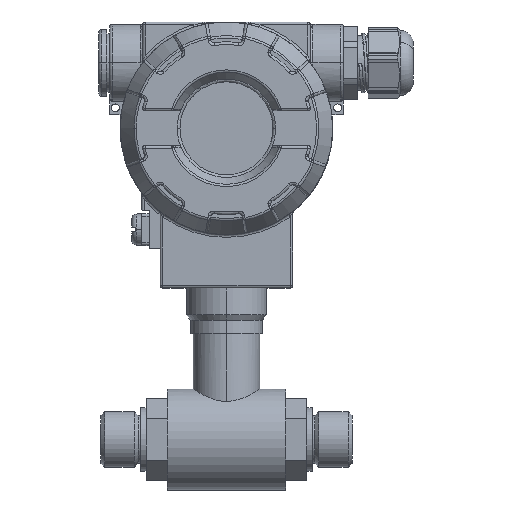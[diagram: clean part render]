
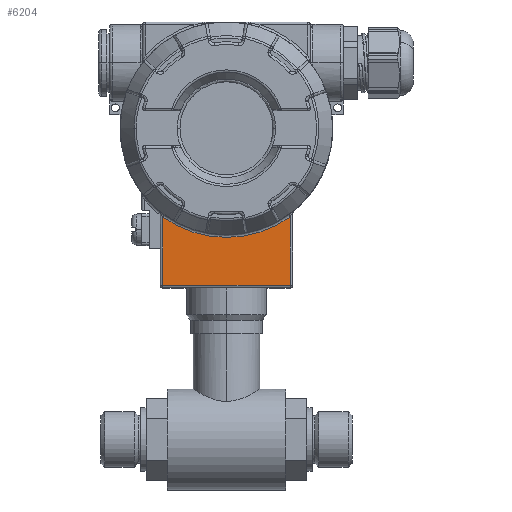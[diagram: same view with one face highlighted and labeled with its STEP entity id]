
A CAD part, top view. The second image highlights one B-rep face of the part: STEP entity #6204.
In plain terms, the highlighted planar face has unit normal (0, 0, 1).
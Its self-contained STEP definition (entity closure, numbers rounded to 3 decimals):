
#772 = EDGE_CURVE ( 'NONE', #6129, #30798, #36961, .T. ) ;
#3509 = CIRCLE ( 'NONE', #36250, 41. ) ;
#3582 = DIRECTION ( 'NONE',  ( 1., 0., 0. ) ) ;
#3943 = DIRECTION ( 'NONE',  ( -1., 0., 0. ) ) ;
#5255 = ORIENTED_EDGE ( 'NONE', *, *, #12305, .T. ) ;
#6077 = EDGE_CURVE ( 'NONE', #30798, #38418, #37168, .T. ) ;
#6129 = VERTEX_POINT ( 'NONE', #6632 ) ;
#6204 = ADVANCED_FACE ( 'NONE', ( #16832 ), #34714, .F. ) ;
#6429 = CARTESIAN_POINT ( 'NONE',  ( 24., 0., 21. ) ) ;
#6632 = CARTESIAN_POINT ( 'NONE',  ( -24., 1., 21. ) ) ;
#9378 = EDGE_LOOP ( 'NONE', ( #36391, #15738, #5255, #25347 ) ) ;
#12305 = EDGE_CURVE ( 'NONE', #33344, #6129, #23325, .T. ) ;
#14459 = EDGE_CURVE ( 'NONE', #38418, #33344, #3509, .T. ) ;
#15295 = VECTOR ( 'NONE', #3582, 1000. ) ;
#15738 = ORIENTED_EDGE ( 'NONE', *, *, #14459, .T. ) ;
#15842 = DIRECTION ( 'NONE',  ( 0., 1., 0. ) ) ;
#16012 = CARTESIAN_POINT ( 'NONE',  ( 25., 1., 21. ) ) ;
#16196 = DIRECTION ( 'NONE',  ( 0., 0., -1. ) ) ;
#16832 = FACE_OUTER_BOUND ( 'NONE', #9378, .T. ) ;
#17889 = CARTESIAN_POINT ( 'NONE',  ( 24., 26.758, 21. ) ) ;
#22094 = DIRECTION ( 'NONE',  ( -1., 0., 0. ) ) ;
#22874 = CARTESIAN_POINT ( 'NONE',  ( 25., 0., 21. ) ) ;
#23325 = LINE ( 'NONE', #35165, #23943 ) ;
#23943 = VECTOR ( 'NONE', #28960, 1000. ) ;
#25347 = ORIENTED_EDGE ( 'NONE', *, *, #772, .T. ) ;
#28960 = DIRECTION ( 'NONE',  ( 0., -1., 0. ) ) ;
#29125 = DIRECTION ( 'NONE',  ( 0., 0., -1. ) ) ;
#30798 = VERTEX_POINT ( 'NONE', #35211 ) ;
#31959 = VECTOR ( 'NONE', #15842, 1000. ) ;
#33240 = AXIS2_PLACEMENT_3D ( 'NONE', #22874, #29125, #22094 ) ;
#33304 = CARTESIAN_POINT ( 'NONE',  ( -24., 26.758, 21. ) ) ;
#33344 = VERTEX_POINT ( 'NONE', #33304 ) ;
#34714 = PLANE ( 'NONE',  #33240 ) ;
#35165 = CARTESIAN_POINT ( 'NONE',  ( -24., 0., 21. ) ) ;
#35211 = CARTESIAN_POINT ( 'NONE',  ( 24., 1., 21. ) ) ;
#36250 = AXIS2_PLACEMENT_3D ( 'NONE', #38130, #16196, #3943 ) ;
#36391 = ORIENTED_EDGE ( 'NONE', *, *, #6077, .T. ) ;
#36961 = LINE ( 'NONE', #16012, #15295 ) ;
#37168 = LINE ( 'NONE', #6429, #31959 ) ;
#38130 = CARTESIAN_POINT ( 'NONE',  ( 0., 60., 21. ) ) ;
#38418 = VERTEX_POINT ( 'NONE', #17889 ) ;
